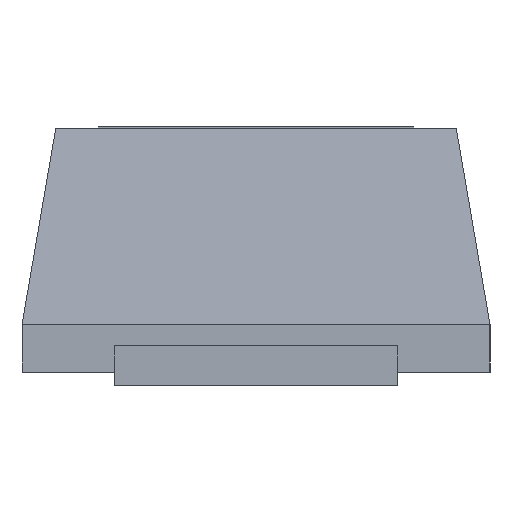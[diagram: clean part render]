
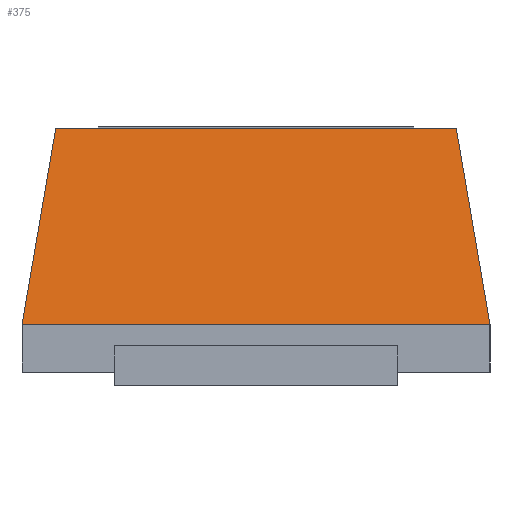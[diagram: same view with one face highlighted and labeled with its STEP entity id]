
A CAD part, left-side view. The second image highlights one B-rep face of the part: STEP entity #375.
In plain terms, the highlighted planar face has unit normal (-0.986, 0, 0.169).
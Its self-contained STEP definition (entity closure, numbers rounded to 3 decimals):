
#223 = VERTEX_POINT('',#224);
#224 = CARTESIAN_POINT('',(-1.318,-0.772,0.991));
#239 = VERTEX_POINT('',#240);
#240 = CARTESIAN_POINT('',(-1.318,0.772,0.991));
#246 = EDGE_CURVE('',#223,#239,#247,.T.);
#247 = LINE('',#248,#249);
#248 = CARTESIAN_POINT('',(-1.318,-0.772,0.991));
#249 = VECTOR('',#250,1.);
#250 = DIRECTION('',(0.,1.,0.));
#303 = VERTEX_POINT('',#304);
#304 = CARTESIAN_POINT('',(-1.448,-0.902,0.234));
#317 = EDGE_CURVE('',#303,#223,#318,.T.);
#318 = LINE('',#319,#320);
#319 = CARTESIAN_POINT('',(-1.448,-0.902,0.234));
#320 = VECTOR('',#321,1.);
#321 = DIRECTION('',(0.166,0.166,0.972));
#356 = VERTEX_POINT('',#357);
#357 = CARTESIAN_POINT('',(-1.448,0.902,0.234));
#363 = EDGE_CURVE('',#239,#356,#364,.T.);
#364 = LINE('',#365,#366);
#365 = CARTESIAN_POINT('',(-1.318,0.772,0.991));
#366 = VECTOR('',#367,1.);
#367 = DIRECTION('',(-0.166,0.166,-0.972));
#375 = ADVANCED_FACE('',(#376),#387,.T.);
#376 = FACE_BOUND('',#377,.T.);
#377 = EDGE_LOOP('',(#378,#384,#385,#386));
#378 = ORIENTED_EDGE('',*,*,#379,.F.);
#379 = EDGE_CURVE('',#303,#356,#380,.T.);
#380 = LINE('',#381,#382);
#381 = CARTESIAN_POINT('',(-1.448,-0.902,0.234));
#382 = VECTOR('',#383,1.);
#383 = DIRECTION('',(0.,1.,0.));
#384 = ORIENTED_EDGE('',*,*,#317,.T.);
#385 = ORIENTED_EDGE('',*,*,#246,.T.);
#386 = ORIENTED_EDGE('',*,*,#363,.T.);
#387 = PLANE('',#388);
#388 = AXIS2_PLACEMENT_3D('',#389,#390,#391);
#389 = CARTESIAN_POINT('',(-1.448,0.902,0.234));
#390 = DIRECTION('',(-0.986,0.,0.169));
#391 = DIRECTION('',(0.169,0.,0.986));
